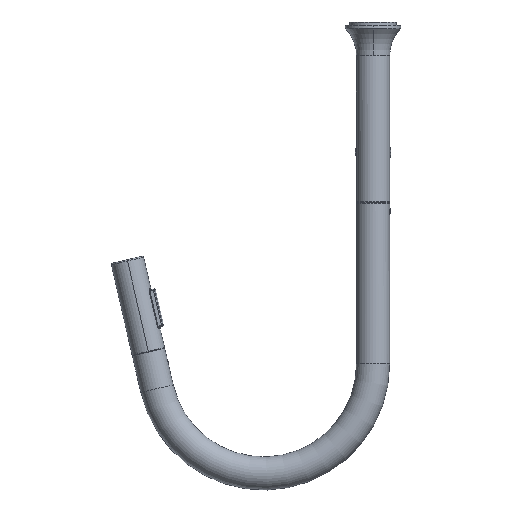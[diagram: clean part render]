
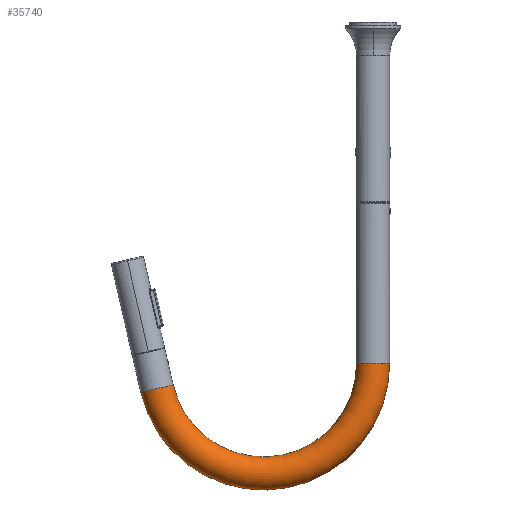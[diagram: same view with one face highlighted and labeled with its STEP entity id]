
A CAD part, front view. The second image highlights one B-rep face of the part: STEP entity #35740.
In plain terms, the highlighted toroidal (fillet/blend) face has major radius 99 mm and minor radius 15 mm.
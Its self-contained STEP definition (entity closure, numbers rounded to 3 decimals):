
#35289=CARTESIAN_POINT('',(0.,0.,-150.901));
#35290=DIRECTION('',(0.,0.,1.));
#35291=DIRECTION('',(-1.,0.,0.));
#35292=AXIS2_PLACEMENT_3D('',#35289,#35290,#35291);
#35294=CARTESIAN_POINT('',(-195.463,0.,-173.172));
#35295=DIRECTION('',(-0.225,0.,0.974));
#35296=DIRECTION('',(-0.974,0.,-0.225));
#35297=AXIS2_PLACEMENT_3D('',#35294,#35295,#35296);
#35299=CARTESIAN_POINT('',(-99.,0.,-150.901));
#35300=DIRECTION('',(0.,-1.,0.));
#35301=DIRECTION('',(-0.974,0.,-0.225));
#35302=AXIS2_PLACEMENT_3D('',#35299,#35300,#35301);
#35314=CARTESIAN_POINT('',(-99.,0.,-150.901));
#35315=DIRECTION('',(0.,-1.,0.));
#35316=DIRECTION('',(-0.974,0.,-0.225));
#35317=AXIS2_PLACEMENT_3D('',#35314,#35315,#35316);
#35599=CARTESIAN_POINT('',(-15.,0.,-150.901));
#35600=VERTEX_POINT('',#35599);
#35601=CARTESIAN_POINT('',(15.,0.,-150.901));
#35602=VERTEX_POINT('',#35601);
#35608=CARTESIAN_POINT('',(-210.078,0.,-176.546));
#35609=VERTEX_POINT('',#35608);
#35610=CARTESIAN_POINT('',(-180.847,0.,-169.797));
#35611=VERTEX_POINT('',#35610);
#35726=CARTESIAN_POINT('',(-99.,0.,-150.901));
#35727=DIRECTION('',(0.,1.,0.));
#35728=DIRECTION('',(-1.,0.,0.));
#35729=AXIS2_PLACEMENT_3D('',#35726,#35727,#35728);
#35730=TOROIDAL_SURFACE('',#35729,99.,15.);
#35731=ORIENTED_EDGE('',*,*,#35715,.T.);
#35733=ORIENTED_EDGE('',*,*,#35732,.F.);
#35735=ORIENTED_EDGE('',*,*,#35734,.T.);
#35737=ORIENTED_EDGE('',*,*,#35736,.T.);
#35738=EDGE_LOOP('',(#35731,#35733,#35735,#35737));
#35739=FACE_OUTER_BOUND('',#35738,.F.);
#35740=ADVANCED_FACE('',(#35739),#35730,.T.);
#35293=CIRCLE('',#35292,15.);
#35298=CIRCLE('',#35297,15.);
#35303=CIRCLE('',#35302,84.);
#35318=CIRCLE('',#35317,114.);
#35715=EDGE_CURVE('',#35600,#35602,#35293,.T.);
#35732=EDGE_CURVE('',#35609,#35602,#35318,.T.);
#35734=EDGE_CURVE('',#35609,#35611,#35298,.T.);
#35736=EDGE_CURVE('',#35611,#35600,#35303,.T.);
